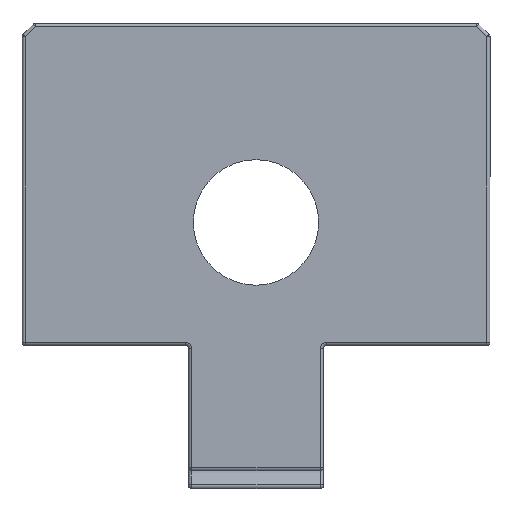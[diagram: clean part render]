
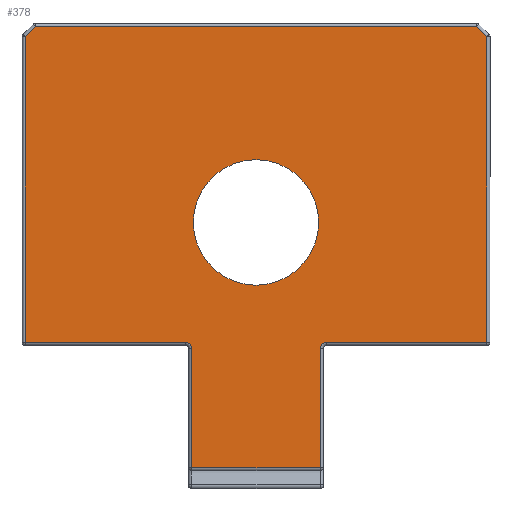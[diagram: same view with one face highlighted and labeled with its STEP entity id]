
A CAD part, front view. The second image highlights one B-rep face of the part: STEP entity #378.
In plain terms, the highlighted planar face has unit normal (0, -1, 0).
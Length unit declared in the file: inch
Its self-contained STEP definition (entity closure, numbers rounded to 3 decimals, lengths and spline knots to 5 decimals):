
#26 = CARTESIAN_POINT ( 'NONE',  ( 0., 0., -0.335 ) ) ;
#34 = VECTOR ( 'NONE', #1792, 39.37008 ) ;
#42 = ORIENTED_EDGE ( 'NONE', *, *, #262, .T. ) ;
#54 = CARTESIAN_POINT ( 'NONE',  ( -0.7375, 0., 0.525 ) ) ;
#58 = EDGE_CURVE ( 'NONE', #1240, #83, #2366, .T. ) ;
#83 = VERTEX_POINT ( 'NONE', #2054 ) ;
#111 = ORIENTED_EDGE ( 'NONE', *, *, #663, .F. ) ;
#125 = VECTOR ( 'NONE', #688, 39.37008 ) ;
#133 = EDGE_CURVE ( 'NONE', #1247, #1122, #1738, .T. ) ;
#159 = ORIENTED_EDGE ( 'NONE', *, *, #970, .T. ) ;
#173 = AXIS2_PLACEMENT_3D ( 'NONE', #2134, #1196, #2433 ) ;
#185 = ORIENTED_EDGE ( 'NONE', *, *, #360, .F. ) ;
#193 = DIRECTION ( 'NONE',  ( 0., -1., 0. ) ) ;
#205 = CARTESIAN_POINT ( 'NONE',  ( -0.214, 0., -0.941 ) ) ;
#216 = VERTEX_POINT ( 'NONE', #667 ) ;
#220 = ORIENTED_EDGE ( 'NONE', *, *, #793, .T. ) ;
#227 = FACE_OUTER_BOUND ( 'NONE', #859, .T. ) ;
#229 = CARTESIAN_POINT ( 'NONE',  ( 0.214, 0., -0.941 ) ) ;
#237 = VERTEX_POINT ( 'NONE', #2010 ) ;
#262 = EDGE_CURVE ( 'NONE', #1073, #2395, #2456, .T. ) ;
#277 = VERTEX_POINT ( 'NONE', #205 ) ;
#313 = EDGE_CURVE ( 'NONE', #1668, #1240, #2332, .T. ) ;
#360 = EDGE_CURVE ( 'NONE', #1616, #2395, #758, .T. ) ;
#366 = DIRECTION ( 'NONE',  ( 0., 0., 1. ) ) ;
#372 = CARTESIAN_POINT ( 'NONE',  ( 0.7675, 0., -0.525 ) ) ;
#378 = ADVANCED_FACE ( 'NONE', ( #227, #1710 ), #594, .T. ) ;
#478 = EDGE_CURVE ( 'NONE', #237, #1299, #884, .T. ) ;
#491 = CARTESIAN_POINT ( 'NONE',  ( 0.224, 0., -0.941 ) ) ;
#502 = CIRCLE ( 'NONE', #921, 0.2085 ) ;
#538 = LINE ( 'NONE', #2104, #948 ) ;
#564 = ORIENTED_EDGE ( 'NONE', *, *, #2251, .T. ) ;
#594 = PLANE ( 'NONE',  #1713 ) ;
#609 = CARTESIAN_POINT ( 'NONE',  ( 0.7675, 0., 0.49086 ) ) ;
#636 = CARTESIAN_POINT ( 'NONE',  ( -0.7675, 0., -0.535 ) ) ;
#663 = EDGE_CURVE ( 'NONE', #1122, #1247, #502, .T. ) ;
#667 = CARTESIAN_POINT ( 'NONE',  ( -0.7675, 0., 0.49086 ) ) ;
#688 = DIRECTION ( 'NONE',  ( 1., 0., 0. ) ) ;
#711 = ORIENTED_EDGE ( 'NONE', *, *, #1598, .T. ) ;
#716 = DIRECTION ( 'NONE',  ( -0.707, 0., 0.707 ) ) ;
#735 = ORIENTED_EDGE ( 'NONE', *, *, #58, .T. ) ;
#758 = CIRCLE ( 'NONE', #1207, 0.02 ) ;
#769 = VECTOR ( 'NONE', #1252, 39.37008 ) ;
#791 = DIRECTION ( 'NONE',  ( 0., -1., 0. ) ) ;
#793 = EDGE_CURVE ( 'NONE', #2434, #1299, #950, .T. ) ;
#840 = ORIENTED_EDGE ( 'NONE', *, *, #2426, .T. ) ;
#841 = ORIENTED_EDGE ( 'NONE', *, *, #133, .F. ) ;
#843 = CARTESIAN_POINT ( 'NONE',  ( -0.234, 0., -0.545 ) ) ;
#849 = CARTESIAN_POINT ( 'NONE',  ( -0.7675, 0., -0.525 ) ) ;
#853 = DIRECTION ( 'NONE',  ( 0., 0., -1. ) ) ;
#856 = VECTOR ( 'NONE', #716, 39.37008 ) ;
#859 = EDGE_LOOP ( 'NONE', ( #564, #840, #220, #868, #159, #711, #42, #185, #1530, #2365, #735, #2157 ) ) ;
#868 = ORIENTED_EDGE ( 'NONE', *, *, #478, .F. ) ;
#884 = CIRCLE ( 'NONE', #2091, 0.02 ) ;
#921 = AXIS2_PLACEMENT_3D ( 'NONE', #2097, #975, #2291 ) ;
#948 = VECTOR ( 'NONE', #1360, 39.37008 ) ;
#950 = LINE ( 'NONE', #1080, #1901 ) ;
#958 = VERTEX_POINT ( 'NONE', #1784 ) ;
#970 = EDGE_CURVE ( 'NONE', #237, #277, #1089, .T. ) ;
#975 = DIRECTION ( 'NONE',  ( 0., -1., 0. ) ) ;
#1013 = CARTESIAN_POINT ( 'NONE',  ( 0.62918, 0., 0.62918 ) ) ;
#1034 = CARTESIAN_POINT ( 'NONE',  ( 0.214, 0., -0.545 ) ) ;
#1040 = DIRECTION ( 'NONE',  ( 0., 0., -1. ) ) ;
#1073 = VERTEX_POINT ( 'NONE', #229 ) ;
#1080 = CARTESIAN_POINT ( 'NONE',  ( -0.224, 0., -0.525 ) ) ;
#1085 = LINE ( 'NONE', #636, #34 ) ;
#1089 = LINE ( 'NONE', #2167, #2036 ) ;
#1122 = VERTEX_POINT ( 'NONE', #1808 ) ;
#1190 = DIRECTION ( 'NONE',  ( 0., 0., 1. ) ) ;
#1196 = DIRECTION ( 'NONE',  ( 0., -1., 0. ) ) ;
#1207 = AXIS2_PLACEMENT_3D ( 'NONE', #1364, #193, #1546 ) ;
#1240 = VERTEX_POINT ( 'NONE', #609 ) ;
#1247 = VERTEX_POINT ( 'NONE', #26 ) ;
#1252 = DIRECTION ( 'NONE',  ( 1., 0., 0. ) ) ;
#1271 = DIRECTION ( 'NONE',  ( 1., 0., 0. ) ) ;
#1287 = LINE ( 'NONE', #2392, #769 ) ;
#1299 = VERTEX_POINT ( 'NONE', #2022 ) ;
#1345 = CARTESIAN_POINT ( 'NONE',  ( 0.214, 0., -0.535 ) ) ;
#1360 = DIRECTION ( 'NONE',  ( -0.707, 0., -0.707 ) ) ;
#1364 = CARTESIAN_POINT ( 'NONE',  ( 0.234, 0., -0.545 ) ) ;
#1411 = EDGE_LOOP ( 'NONE', ( #111, #841 ) ) ;
#1459 = CARTESIAN_POINT ( 'NONE',  ( 0.234, 0., -0.525 ) ) ;
#1491 = EDGE_CURVE ( 'NONE', #83, #958, #1681, .T. ) ;
#1524 = EDGE_CURVE ( 'NONE', #1616, #1668, #1287, .T. ) ;
#1530 = ORIENTED_EDGE ( 'NONE', *, *, #1524, .T. ) ;
#1546 = DIRECTION ( 'NONE',  ( 0., 0., -1. ) ) ;
#1598 = EDGE_CURVE ( 'NONE', #277, #1073, #2160, .T. ) ;
#1614 = VECTOR ( 'NONE', #2368, 39.37008 ) ;
#1616 = VERTEX_POINT ( 'NONE', #1459 ) ;
#1668 = VERTEX_POINT ( 'NONE', #372 ) ;
#1681 = LINE ( 'NONE', #54, #1614 ) ;
#1710 = FACE_BOUND ( 'NONE', #1411, .T. ) ;
#1713 = AXIS2_PLACEMENT_3D ( 'NONE', #1942, #791, #2118 ) ;
#1738 = CIRCLE ( 'NONE', #173, 0.2085 ) ;
#1784 = CARTESIAN_POINT ( 'NONE',  ( -0.73336, 0., 0.525 ) ) ;
#1792 = DIRECTION ( 'NONE',  ( 0., 0., -1. ) ) ;
#1808 = CARTESIAN_POINT ( 'NONE',  ( 0., 0., 0.082 ) ) ;
#1841 = VECTOR ( 'NONE', #1190, 39.37008 ) ;
#1901 = VECTOR ( 'NONE', #1271, 39.37008 ) ;
#1942 = CARTESIAN_POINT ( 'NONE',  ( 0., 0., 0. ) ) ;
#2010 = CARTESIAN_POINT ( 'NONE',  ( -0.214, 0., -0.545 ) ) ;
#2014 = VECTOR ( 'NONE', #366, 39.37008 ) ;
#2022 = CARTESIAN_POINT ( 'NONE',  ( -0.234, 0., -0.525 ) ) ;
#2036 = VECTOR ( 'NONE', #853, 39.37008 ) ;
#2054 = CARTESIAN_POINT ( 'NONE',  ( 0.73336, 0., 0.525 ) ) ;
#2091 = AXIS2_PLACEMENT_3D ( 'NONE', #843, #2158, #1040 ) ;
#2097 = CARTESIAN_POINT ( 'NONE',  ( 0., 0., -0.1265 ) ) ;
#2104 = CARTESIAN_POINT ( 'NONE',  ( -0.62918, 0., 0.62918 ) ) ;
#2118 = DIRECTION ( 'NONE',  ( 0., 0., -1. ) ) ;
#2134 = CARTESIAN_POINT ( 'NONE',  ( 0., 0., -0.1265 ) ) ;
#2157 = ORIENTED_EDGE ( 'NONE', *, *, #1491, .T. ) ;
#2158 = DIRECTION ( 'NONE',  ( 0., -1., 0. ) ) ;
#2160 = LINE ( 'NONE', #491, #125 ) ;
#2167 = CARTESIAN_POINT ( 'NONE',  ( -0.214, 0., -0.951 ) ) ;
#2251 = EDGE_CURVE ( 'NONE', #958, #216, #538, .T. ) ;
#2291 = DIRECTION ( 'NONE',  ( 0., 0., -1. ) ) ;
#2328 = CARTESIAN_POINT ( 'NONE',  ( 0.7675, 0., 0.495 ) ) ;
#2332 = LINE ( 'NONE', #2328, #1841 ) ;
#2365 = ORIENTED_EDGE ( 'NONE', *, *, #313, .T. ) ;
#2366 = LINE ( 'NONE', #1013, #856 ) ;
#2368 = DIRECTION ( 'NONE',  ( -1., 0., 0. ) ) ;
#2392 = CARTESIAN_POINT ( 'NONE',  ( 0.7775, 0., -0.525 ) ) ;
#2395 = VERTEX_POINT ( 'NONE', #1034 ) ;
#2426 = EDGE_CURVE ( 'NONE', #216, #2434, #1085, .T. ) ;
#2433 = DIRECTION ( 'NONE',  ( 0., 0., -1. ) ) ;
#2434 = VERTEX_POINT ( 'NONE', #849 ) ;
#2456 = LINE ( 'NONE', #1345, #2014 ) ;
